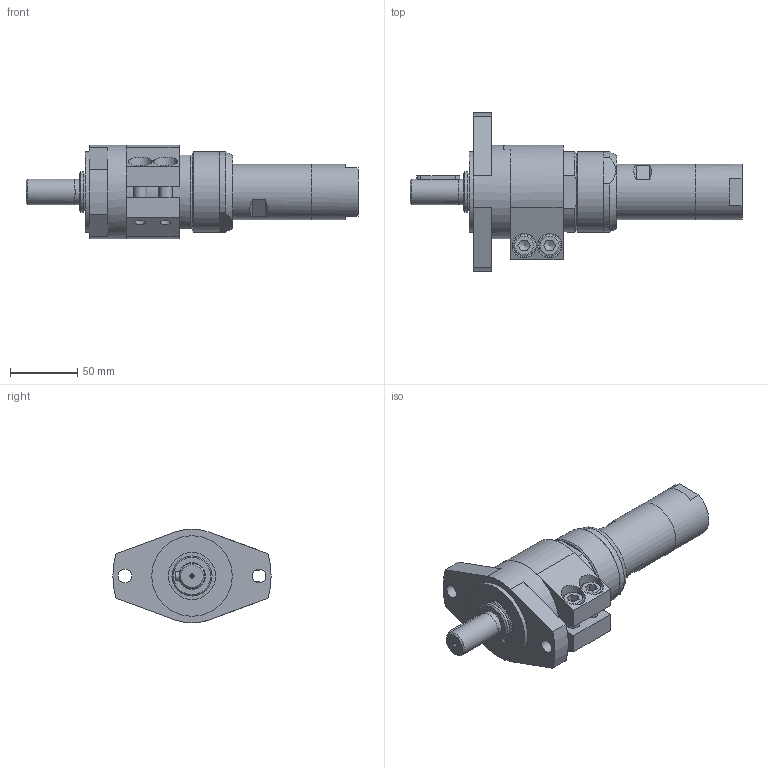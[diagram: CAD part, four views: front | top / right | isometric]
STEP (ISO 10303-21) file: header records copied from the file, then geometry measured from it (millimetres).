
FILE_DESCRIPTION((''),'2;1');
FILE_NAME('MUD 23-40 F100_60031715.stp','2013-09-23T16:42:41',('ibasyouni'),(''),'Autodesk Inventor 2013','Autodesk Inventor 2013','');
FILE_SCHEMA(('CONFIG_CONTROL_DESIGN'));
Length unit declared in the file: millimetre
Products named in the file (1): MUD 23- 203,5 F100 
Bounding box: 247.5 x 118 x 70 mm (x, y, z)
Volume: 564456.6 mm3; surface area: 75195 mm2
Topology: 1 solids, 3 shells, 203 faces, 497 edges, 324 vertices
Faces by surface type: plane 127, cylinder 48, cone 22, torus 6
Full cylindrical faces by diameter (mm): 1.6 x1, 8.376 x2, 10 x2, 10.3 x2, 10.5 x2, 11.445 x3, 16 x2, 18 x2, 18.8 x1, 19 x1, 20 x1, 29.95 x2, 35 x1, 36.7 x1, 40 x1, 41.5 x2, 42 x1, 44 x1, 52 x1, 52.1 x1, 55.16 x1, 57 x1, 57.01 x1, 60 x3, 70 x1
Entity records: 5756 total; most frequent: CARTESIAN_POINT 1026, DIRECTION 936, ORIENTED_EDGE 822, EDGE_CURVE 411, AXIS2_PLACEMENT_3D 349, EDGE_LOOP 310, VERTEX_POINT 301, VECTOR 238
